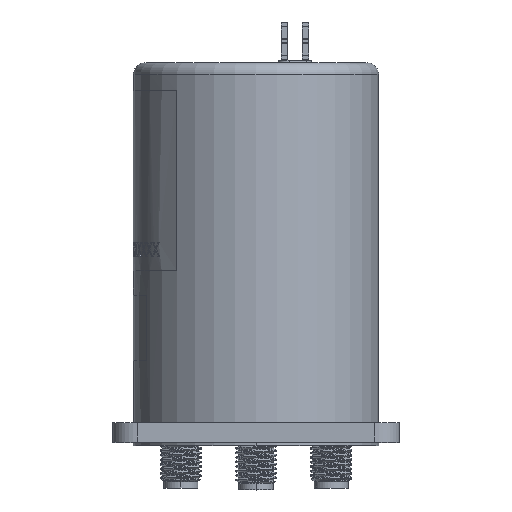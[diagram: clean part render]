
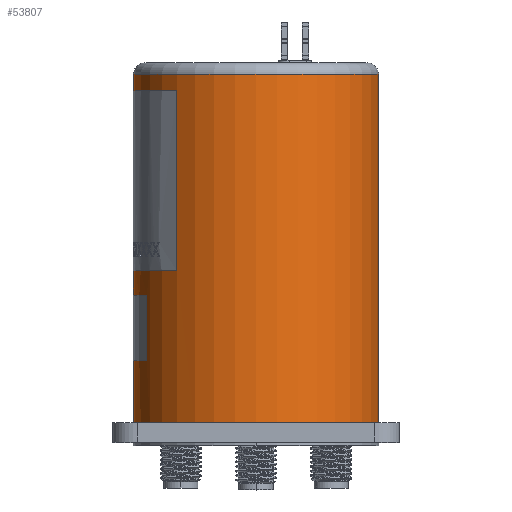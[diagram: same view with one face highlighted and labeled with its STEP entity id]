
A CAD part, top view. The second image highlights one B-rep face of the part: STEP entity #53807.
In plain terms, the highlighted cylindrical face has radius 19.025 mm (diameter 38.049 mm), a partial arc.
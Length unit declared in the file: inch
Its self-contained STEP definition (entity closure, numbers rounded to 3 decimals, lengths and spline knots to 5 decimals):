
#1327 = CARTESIAN_POINT ( 'NONE',  ( 0., 0.08, 0.749 ) ) ;
#1553 = DIRECTION ( 'NONE',  ( 0., -1., 0. ) ) ;
#1592 = DIRECTION ( 'NONE',  ( 0., -1., 0. ) ) ;
#1664 = CARTESIAN_POINT ( 'NONE',  ( -0.57143, 2.11, -0.48422 ) ) ;
#2060 = CARTESIAN_POINT ( 'NONE',  ( -0.57143, 2.11, -0.48422 ) ) ;
#2421 = LINE ( 'NONE', #23949, #10578 ) ;
#2608 = EDGE_CURVE ( 'NONE', #4463, #6899, #21026, .T. ) ;
#3015 = CARTESIAN_POINT ( 'NONE',  ( -0.3374, 0.46, -0.6687 ) ) ;
#3556 = DIRECTION ( 'NONE',  ( 0., -1., 0. ) ) ;
#3627 = EDGE_CURVE ( 'NONE', #24625, #22175, #29384, .T. ) ;
#4116 = DIRECTION ( 'NONE',  ( 0., -1., 0. ) ) ;
#4463 = VERTEX_POINT ( 'NONE', #50999 ) ;
#5281 = CARTESIAN_POINT ( 'NONE',  ( 0., 0.08, 0. ) ) ;
#6014 = EDGE_CURVE ( 'NONE', #7702, #14104, #24146, .T. ) ;
#6112 = ORIENTED_EDGE ( 'NONE', *, *, #15726, .T. ) ;
#6899 = VERTEX_POINT ( 'NONE', #39280 ) ;
#7200 = ORIENTED_EDGE ( 'NONE', *, *, #30218, .T. ) ;
#7400 = CARTESIAN_POINT ( 'NONE',  ( 0., 0.08, -0.749 ) ) ;
#7702 = VERTEX_POINT ( 'NONE', #1664 ) ;
#8122 = CARTESIAN_POINT ( 'NONE',  ( 0., 0.08, -0.749 ) ) ;
#8245 = ORIENTED_EDGE ( 'NONE', *, *, #25489, .F. ) ;
#10151 = CIRCLE ( 'NONE', #44083, 0.749 ) ;
#10389 = VECTOR ( 'NONE', #42236, 39.37008 ) ;
#10578 = VECTOR ( 'NONE', #1592, 39.37008 ) ;
#12721 = AXIS2_PLACEMENT_3D ( 'NONE', #14400, #23337, #28368 ) ;
#12801 = AXIS2_PLACEMENT_3D ( 'NONE', #39869, #1553, #44351 ) ;
#13432 = LINE ( 'NONE', #17884, #53288 ) ;
#13622 = AXIS2_PLACEMENT_3D ( 'NONE', #28166, #3556, #32376 ) ;
#13952 = DIRECTION ( 'NONE',  ( 0.763, 0., -0.646 ) ) ;
#14104 = VERTEX_POINT ( 'NONE', #31401 ) ;
#14223 = CARTESIAN_POINT ( 'NONE',  ( 0., 2.11, 0. ) ) ;
#14400 = CARTESIAN_POINT ( 'NONE',  ( 0., 1.01, 0. ) ) ;
#14660 = DIRECTION ( 'NONE',  ( 0., 0., -1. ) ) ;
#15091 = CARTESIAN_POINT ( 'NONE',  ( 0., 0.08, -0.749 ) ) ;
#15137 = VERTEX_POINT ( 'NONE', #31955 ) ;
#15726 = EDGE_CURVE ( 'NONE', #16915, #30570, #32427, .T. ) ;
#15864 = CARTESIAN_POINT ( 'NONE',  ( 0., 0.46, -0.749 ) ) ;
#16696 = EDGE_CURVE ( 'NONE', #7702, #54781, #10151, .T. ) ;
#16846 = ORIENTED_EDGE ( 'NONE', *, *, #29339, .T. ) ;
#16915 = VERTEX_POINT ( 'NONE', #3015 ) ;
#17801 = ORIENTED_EDGE ( 'NONE', *, *, #33014, .F. ) ;
#17884 = CARTESIAN_POINT ( 'NONE',  ( -0.3374, 0.86, -0.6687 ) ) ;
#18132 = DIRECTION ( 'NONE',  ( 0., -1., 0. ) ) ;
#19534 = DIRECTION ( 'NONE',  ( 0., -1., 0. ) ) ;
#19952 = DIRECTION ( 'NONE',  ( 0., -1., 0. ) ) ;
#21026 = CIRCLE ( 'NONE', #40640, 0.749 ) ;
#22175 = VERTEX_POINT ( 'NONE', #29736 ) ;
#22199 = CARTESIAN_POINT ( 'NONE',  ( 0., 0.08, -0.749 ) ) ;
#23337 = DIRECTION ( 'NONE',  ( 0., -1., 0. ) ) ;
#23391 = CIRCLE ( 'NONE', #12721, 0.749 ) ;
#23499 = AXIS2_PLACEMENT_3D ( 'NONE', #27239, #52988, #14660 ) ;
#23949 = CARTESIAN_POINT ( 'NONE',  ( 0., 0.08, 0.749 ) ) ;
#24092 = EDGE_CURVE ( 'NONE', #6899, #54781, #43305, .T. ) ;
#24146 = LINE ( 'NONE', #2060, #52748 ) ;
#24625 = VERTEX_POINT ( 'NONE', #42498 ) ;
#24737 = DIRECTION ( 'NONE',  ( 0., -1., 0. ) ) ;
#25489 = EDGE_CURVE ( 'NONE', #15137, #22175, #30587, .T. ) ;
#25985 = DIRECTION ( 'NONE',  ( 0., -1., 0. ) ) ;
#27239 = CARTESIAN_POINT ( 'NONE',  ( 0., 0.08, 0. ) ) ;
#27699 = ORIENTED_EDGE ( 'NONE', *, *, #2608, .T. ) ;
#28166 = CARTESIAN_POINT ( 'NONE',  ( 0., 0.86, 0. ) ) ;
#28229 = VECTOR ( 'NONE', #19534, 39.37008 ) ;
#28368 = DIRECTION ( 'NONE',  ( 0.763, 0., -0.646 ) ) ;
#29117 = AXIS2_PLACEMENT_3D ( 'NONE', #5281, #18132, #35199 ) ;
#29339 = EDGE_CURVE ( 'NONE', #30570, #33510, #48649, .T. ) ;
#29384 = LINE ( 'NONE', #8122, #10389 ) ;
#29736 = CARTESIAN_POINT ( 'NONE',  ( 0., 0.86, -0.749 ) ) ;
#30218 = EDGE_CURVE ( 'NONE', #15137, #16915, #13432, .T. ) ;
#30570 = VERTEX_POINT ( 'NONE', #15864 ) ;
#30587 = CIRCLE ( 'NONE', #13622, 0.749 ) ;
#31401 = CARTESIAN_POINT ( 'NONE',  ( -0.57143, 1.01, -0.48422 ) ) ;
#31955 = CARTESIAN_POINT ( 'NONE',  ( -0.3374, 0.86, -0.6687 ) ) ;
#32376 = DIRECTION ( 'NONE',  ( 0.45, 0., -0.893 ) ) ;
#32427 = CIRCLE ( 'NONE', #12801, 0.749 ) ;
#33014 = EDGE_CURVE ( 'NONE', #40724, #33510, #53243, .T. ) ;
#33199 = VECTOR ( 'NONE', #24737, 39.37008 ) ;
#33510 = VERTEX_POINT ( 'NONE', #22199 ) ;
#35199 = DIRECTION ( 'NONE',  ( 0., 0., -1. ) ) ;
#35829 = ORIENTED_EDGE ( 'NONE', *, *, #16696, .F. ) ;
#38181 = ORIENTED_EDGE ( 'NONE', *, *, #39876, .F. ) ;
#38511 = DIRECTION ( 'NONE',  ( 0., 0., -1. ) ) ;
#39141 = EDGE_LOOP ( 'NONE', ( #38181, #27699, #48521, #35829, #52105, #39386, #47908, #8245, #7200, #6112, #16846, #17801 ) ) ;
#39280 = CARTESIAN_POINT ( 'NONE',  ( 0., 2.21, -0.749 ) ) ;
#39386 = ORIENTED_EDGE ( 'NONE', *, *, #49256, .T. ) ;
#39869 = CARTESIAN_POINT ( 'NONE',  ( 0., 0.46, 0. ) ) ;
#39876 = EDGE_CURVE ( 'NONE', #4463, #40724, #2421, .T. ) ;
#40640 = AXIS2_PLACEMENT_3D ( 'NONE', #52202, #4116, #38511 ) ;
#40724 = VERTEX_POINT ( 'NONE', #1327 ) ;
#42236 = DIRECTION ( 'NONE',  ( 0., -1., 0. ) ) ;
#42498 = CARTESIAN_POINT ( 'NONE',  ( 0., 1.01, -0.749 ) ) ;
#43305 = LINE ( 'NONE', #7400, #33199 ) ;
#44083 = AXIS2_PLACEMENT_3D ( 'NONE', #14223, #25985, #13952 ) ;
#44351 = DIRECTION ( 'NONE',  ( 0.45, 0., -0.893 ) ) ;
#44580 = CYLINDRICAL_SURFACE ( 'NONE', #23499, 0.749 ) ;
#47908 = ORIENTED_EDGE ( 'NONE', *, *, #3627, .T. ) ;
#48109 = DIRECTION ( 'NONE',  ( 0., -1., 0. ) ) ;
#48511 = FACE_OUTER_BOUND ( 'NONE', #39141, .T. ) ;
#48521 = ORIENTED_EDGE ( 'NONE', *, *, #24092, .T. ) ;
#48649 = LINE ( 'NONE', #15091, #28229 ) ;
#49256 = EDGE_CURVE ( 'NONE', #14104, #24625, #23391, .T. ) ;
#50999 = CARTESIAN_POINT ( 'NONE',  ( 0., 2.21, 0.749 ) ) ;
#51943 = CARTESIAN_POINT ( 'NONE',  ( 0., 2.11, -0.749 ) ) ;
#52105 = ORIENTED_EDGE ( 'NONE', *, *, #6014, .T. ) ;
#52202 = CARTESIAN_POINT ( 'NONE',  ( 0., 2.21, 0. ) ) ;
#52748 = VECTOR ( 'NONE', #19952, 39.37008 ) ;
#52988 = DIRECTION ( 'NONE',  ( 0., -1., 0. ) ) ;
#53243 = CIRCLE ( 'NONE', #29117, 0.749 ) ;
#53288 = VECTOR ( 'NONE', #48109, 39.37008 ) ;
#53807 = ADVANCED_FACE ( 'NONE', ( #48511 ), #44580, .T. ) ;
#54781 = VERTEX_POINT ( 'NONE', #51943 ) ;
